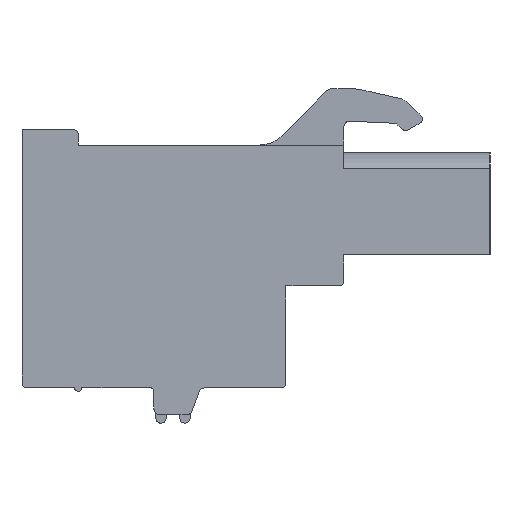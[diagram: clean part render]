
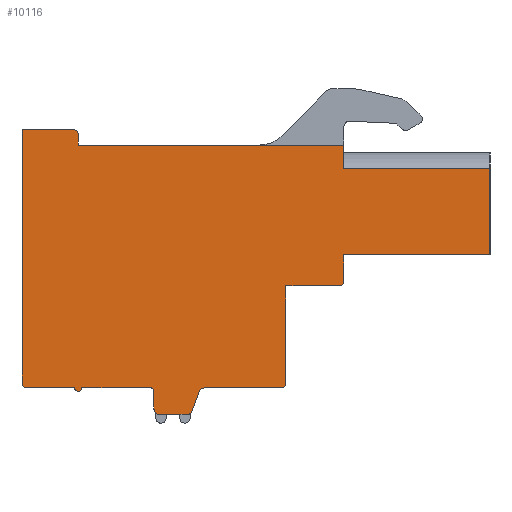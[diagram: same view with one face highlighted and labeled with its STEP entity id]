
A CAD part, left-side view. The second image highlights one B-rep face of the part: STEP entity #10116.
In plain terms, the highlighted planar face has unit normal (-1, 0, 0).
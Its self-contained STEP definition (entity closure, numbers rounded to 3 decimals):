
#1=CARTESIAN_POINT('',(0.,-5.36,-0.74));
#2=DIRECTION('',(-1.,0.,0.));
#3=DIRECTION('',(0.,0.,-1.));
#4=AXIS2_PLACEMENT_3D('',#1,#2,#3);
#6=CARTESIAN_POINT('',(0.,-2.06,-6.54));
#7=DIRECTION('',(1.,0.,0.));
#8=DIRECTION('',(0.,-1.,0.));
#9=AXIS2_PLACEMENT_3D('',#6,#7,#8);
#11=DIRECTION('',(0.,1.,0.));
#12=VECTOR('',#11,4.34);
#13=CARTESIAN_POINT('',(0.,-2.06,-6.84));
#14=LINE('',#13,#12);
#15=CARTESIAN_POINT('',(0.,2.28,-7.14));
#16=DIRECTION('',(-1.,0.,0.));
#17=DIRECTION('',(0.,0.,1.));
#18=AXIS2_PLACEMENT_3D('',#15,#16,#17);
#20=DIRECTION('',(0.,0.345,-0.939));
#21=VECTOR('',#20,1.179);
#22=CARTESIAN_POINT('',(0.,2.562,-7.037));
#23=LINE('',#22,#21);
#24=CARTESIAN_POINT('',(0.,3.25,-8.04));
#25=DIRECTION('',(1.,0.,0.));
#26=DIRECTION('',(0.,-0.939,-0.345));
#27=AXIS2_PLACEMENT_3D('',#24,#25,#26);
#29=DIRECTION('',(0.,1.,0.));
#30=VECTOR('',#29,1.59);
#31=CARTESIAN_POINT('',(0.,3.25,-8.34));
#32=LINE('',#31,#30);
#33=CARTESIAN_POINT('',(0.,4.84,-8.04));
#34=DIRECTION('',(1.,0.,0.));
#35=DIRECTION('',(0.,0.,-1.));
#36=AXIS2_PLACEMENT_3D('',#33,#34,#35);
#38=DIRECTION('',(0.,0.,1.));
#39=VECTOR('',#38,1.);
#40=CARTESIAN_POINT('',(0.,5.14,-8.04));
#41=LINE('',#40,#39);
#42=CARTESIAN_POINT('',(0.,5.34,-7.04));
#43=DIRECTION('',(-1.,0.,0.));
#44=DIRECTION('',(0.,-1.,0.));
#45=AXIS2_PLACEMENT_3D('',#42,#43,#44);
#47=DIRECTION('',(0.,1.,0.));
#48=VECTOR('',#47,3.9);
#49=CARTESIAN_POINT('',(0.,5.34,-6.84));
#50=LINE('',#49,#48);
#51=CARTESIAN_POINT('',(0.,9.44,-6.84));
#52=DIRECTION('',(1.,0.,0.));
#53=DIRECTION('',(0.,-1.,0.));
#54=AXIS2_PLACEMENT_3D('',#51,#52,#53);
#56=DIRECTION('',(0.,1.,0.));
#57=VECTOR('',#56,2.7);
#58=CARTESIAN_POINT('',(0.,9.64,-6.84));
#59=LINE('',#58,#57);
#60=CARTESIAN_POINT('',(0.,12.34,-6.54));
#61=DIRECTION('',(1.,0.,0.));
#62=DIRECTION('',(0.,0.,-1.));
#63=AXIS2_PLACEMENT_3D('',#60,#61,#62);
#65=DIRECTION('',(0.,0.,1.));
#66=VECTOR('',#65,0.5);
#67=CARTESIAN_POINT('',(0.,12.64,-6.54));
#68=LINE('',#67,#66);
#69=DIRECTION('',(0.,0.,1.));
#70=VECTOR('',#69,13.9);
#71=CARTESIAN_POINT('',(0.,12.64,-6.04));
#72=LINE('',#71,#70);
#73=DIRECTION('',(0.,-1.,0.));
#74=VECTOR('',#73,2.9);
#75=CARTESIAN_POINT('',(0.,12.64,7.86));
#76=LINE('',#75,#74);
#77=CARTESIAN_POINT('',(0.,9.74,7.56));
#78=DIRECTION('',(1.,0.,0.));
#79=DIRECTION('',(0.,0.,1.));
#80=AXIS2_PLACEMENT_3D('',#77,#78,#79);
#82=DIRECTION('',(0.,0.,-1.));
#83=VECTOR('',#82,0.6);
#84=CARTESIAN_POINT('',(0.,9.44,7.56));
#85=LINE('',#84,#83);
#86=DIRECTION('',(0.,-1.,0.));
#87=VECTOR('',#86,15.1);
#88=CARTESIAN_POINT('',(0.,9.44,6.96));
#89=LINE('',#88,#87);
#90=DIRECTION('',(0.,1.,0.));
#91=VECTOR('',#90,8.3);
#92=CARTESIAN_POINT('',(0.,-13.96,5.635));
#93=LINE('',#92,#91);
#94=DIRECTION('',(0.,1.,0.));
#95=VECTOR('',#94,8.3);
#96=CARTESIAN_POINT('',(0.,-13.96,0.73));
#97=LINE('',#96,#95);
#98=DIRECTION('',(0.,0.,-1.));
#99=VECTOR('',#98,1.47);
#100=CARTESIAN_POINT('',(0.,-5.66,0.73));
#101=LINE('',#100,#99);
#846=DIRECTION('',(0.,0.,1.));
#847=VECTOR('',#846,4.905);
#848=CARTESIAN_POINT('',(0.,-13.96,0.73));
#849=LINE('',#848,#847);
#1344=DIRECTION('',(0.,0.,1.));
#1345=VECTOR('',#1344,1.325);
#1346=CARTESIAN_POINT('',(0.,-5.66,5.635));
#1347=LINE('',#1346,#1345);
#4207=DIRECTION('',(0.,0.,1.));
#4208=VECTOR('',#4207,5.5);
#4209=CARTESIAN_POINT('',(0.,-2.36,-6.54));
#4210=LINE('',#4209,#4208);
#4215=DIRECTION('',(0.,-1.,0.));
#4216=VECTOR('',#4215,3.);
#4217=CARTESIAN_POINT('',(0.,-2.36,-1.04));
#4218=LINE('',#4217,#4216);
#7659=CARTESIAN_POINT('',(0.,12.34,-6.84));
#7660=CARTESIAN_POINT('',(0.,12.64,-6.54));
#7661=VERTEX_POINT('',#7659);
#7662=VERTEX_POINT('',#7660);
#7663=CARTESIAN_POINT('',(0.,12.64,-6.04));
#7664=VERTEX_POINT('',#7663);
#7665=CARTESIAN_POINT('',(0.,12.64,7.86));
#7666=VERTEX_POINT('',#7665);
#7667=CARTESIAN_POINT('',(0.,9.74,7.86));
#7668=VERTEX_POINT('',#7667);
#7669=CARTESIAN_POINT('',(0.,9.44,7.56));
#7670=VERTEX_POINT('',#7669);
#7671=CARTESIAN_POINT('',(0.,9.44,6.96));
#7672=VERTEX_POINT('',#7671);
#7673=CARTESIAN_POINT('',(0.,-5.66,6.96));
#7674=VERTEX_POINT('',#7673);
#7675=CARTESIAN_POINT('',(0.,-13.96,0.73));
#7676=CARTESIAN_POINT('',(0.,-5.66,0.73));
#7677=VERTEX_POINT('',#7675);
#7678=VERTEX_POINT('',#7676);
#7679=CARTESIAN_POINT('',(0.,-2.36,-6.54));
#7680=CARTESIAN_POINT('',(0.,-2.06,-6.84));
#7681=VERTEX_POINT('',#7679);
#7682=VERTEX_POINT('',#7680);
#7683=CARTESIAN_POINT('',(0.,2.28,-6.84));
#7684=VERTEX_POINT('',#7683);
#7685=CARTESIAN_POINT('',(0.,2.562,-7.037));
#7686=VERTEX_POINT('',#7685);
#7687=CARTESIAN_POINT('',(0.,2.968,-8.143));
#7688=VERTEX_POINT('',#7687);
#7689=CARTESIAN_POINT('',(0.,3.25,-8.34));
#7690=VERTEX_POINT('',#7689);
#7691=CARTESIAN_POINT('',(0.,4.84,-8.34));
#7692=VERTEX_POINT('',#7691);
#7693=CARTESIAN_POINT('',(0.,5.14,-8.04));
#7694=VERTEX_POINT('',#7693);
#7695=CARTESIAN_POINT('',(0.,5.14,-7.04));
#7696=VERTEX_POINT('',#7695);
#7697=CARTESIAN_POINT('',(0.,5.34,-6.84));
#7698=VERTEX_POINT('',#7697);
#7699=CARTESIAN_POINT('',(0.,9.24,-6.84));
#7700=VERTEX_POINT('',#7699);
#7701=CARTESIAN_POINT('',(0.,9.64,-6.84));
#7702=VERTEX_POINT('',#7701);
#7995=CARTESIAN_POINT('',(0.,-13.96,5.635));
#7996=CARTESIAN_POINT('',(0.,-5.66,5.635));
#7997=VERTEX_POINT('',#7995);
#7998=VERTEX_POINT('',#7996);
#9907=CARTESIAN_POINT('',(0.,-5.36,-1.04));
#9908=CARTESIAN_POINT('',(0.,-5.66,-0.74));
#9909=VERTEX_POINT('',#9907);
#9910=VERTEX_POINT('',#9908);
#9911=CARTESIAN_POINT('',(0.,-2.36,-1.04));
#9912=VERTEX_POINT('',#9911);
#10055=CARTESIAN_POINT('',(0.,0.,0.));
#10056=DIRECTION('',(1.,0.,0.));
#10057=DIRECTION('',(0.,-1.,0.));
#10058=AXIS2_PLACEMENT_3D('',#10055,#10056,#10057);
#10059=PLANE('',#10058);
#10061=ORIENTED_EDGE('',*,*,#10060,.F.);
#10063=ORIENTED_EDGE('',*,*,#10062,.F.);
#10065=ORIENTED_EDGE('',*,*,#10064,.F.);
#10067=ORIENTED_EDGE('',*,*,#10066,.T.);
#10069=ORIENTED_EDGE('',*,*,#10068,.T.);
#10071=ORIENTED_EDGE('',*,*,#10070,.T.);
#10073=ORIENTED_EDGE('',*,*,#10072,.T.);
#10075=ORIENTED_EDGE('',*,*,#10074,.T.);
#10077=ORIENTED_EDGE('',*,*,#10076,.T.);
#10079=ORIENTED_EDGE('',*,*,#10078,.T.);
#10081=ORIENTED_EDGE('',*,*,#10080,.T.);
#10083=ORIENTED_EDGE('',*,*,#10082,.T.);
#10085=ORIENTED_EDGE('',*,*,#10084,.T.);
#10087=ORIENTED_EDGE('',*,*,#10086,.T.);
#10089=ORIENTED_EDGE('',*,*,#10088,.T.);
#10091=ORIENTED_EDGE('',*,*,#10090,.T.);
#10093=ORIENTED_EDGE('',*,*,#10092,.T.);
#10095=ORIENTED_EDGE('',*,*,#10094,.T.);
#10097=ORIENTED_EDGE('',*,*,#10096,.T.);
#10099=ORIENTED_EDGE('',*,*,#10098,.T.);
#10101=ORIENTED_EDGE('',*,*,#10100,.T.);
#10103=ORIENTED_EDGE('',*,*,#10102,.T.);
#10105=ORIENTED_EDGE('',*,*,#10104,.F.);
#10107=ORIENTED_EDGE('',*,*,#10106,.F.);
#10109=ORIENTED_EDGE('',*,*,#10108,.F.);
#10111=ORIENTED_EDGE('',*,*,#10110,.T.);
#10113=ORIENTED_EDGE('',*,*,#10112,.T.);
#10114=EDGE_LOOP('',(#10061,#10063,#10065,#10067,#10069,#10071,#10073,#10075,
#10077,#10079,#10081,#10083,#10085,#10087,#10089,#10091,#10093,#10095,#10097,
#10099,#10101,#10103,#10105,#10107,#10109,#10111,#10113));
#10115=FACE_OUTER_BOUND('',#10114,.F.);
#10116=ADVANCED_FACE('',(#10115),#10059,.F.);
#5=CIRCLE('',#4,0.3);
#10=CIRCLE('',#9,0.3);
#19=CIRCLE('',#18,0.3);
#28=CIRCLE('',#27,0.3);
#37=CIRCLE('',#36,0.3);
#46=CIRCLE('',#45,0.2);
#55=CIRCLE('',#54,0.2);
#64=CIRCLE('',#63,0.3);
#81=CIRCLE('',#80,0.3);
#10060=EDGE_CURVE('',#9909,#9910,#5,.T.);
#10062=EDGE_CURVE('',#9912,#9909,#4218,.T.);
#10064=EDGE_CURVE('',#7681,#9912,#4210,.T.);
#10066=EDGE_CURVE('',#7681,#7682,#10,.T.);
#10068=EDGE_CURVE('',#7682,#7684,#14,.T.);
#10070=EDGE_CURVE('',#7684,#7686,#19,.T.);
#10072=EDGE_CURVE('',#7686,#7688,#23,.T.);
#10074=EDGE_CURVE('',#7688,#7690,#28,.T.);
#10076=EDGE_CURVE('',#7690,#7692,#32,.T.);
#10078=EDGE_CURVE('',#7692,#7694,#37,.T.);
#10080=EDGE_CURVE('',#7694,#7696,#41,.T.);
#10082=EDGE_CURVE('',#7696,#7698,#46,.T.);
#10084=EDGE_CURVE('',#7698,#7700,#50,.T.);
#10086=EDGE_CURVE('',#7700,#7702,#55,.T.);
#10088=EDGE_CURVE('',#7702,#7661,#59,.T.);
#10090=EDGE_CURVE('',#7661,#7662,#64,.T.);
#10092=EDGE_CURVE('',#7662,#7664,#68,.T.);
#10094=EDGE_CURVE('',#7664,#7666,#72,.T.);
#10096=EDGE_CURVE('',#7666,#7668,#76,.T.);
#10098=EDGE_CURVE('',#7668,#7670,#81,.T.);
#10100=EDGE_CURVE('',#7670,#7672,#85,.T.);
#10102=EDGE_CURVE('',#7672,#7674,#89,.T.);
#10104=EDGE_CURVE('',#7998,#7674,#1347,.T.);
#10106=EDGE_CURVE('',#7997,#7998,#93,.T.);
#10108=EDGE_CURVE('',#7677,#7997,#849,.T.);
#10110=EDGE_CURVE('',#7677,#7678,#97,.T.);
#10112=EDGE_CURVE('',#7678,#9910,#101,.T.);
